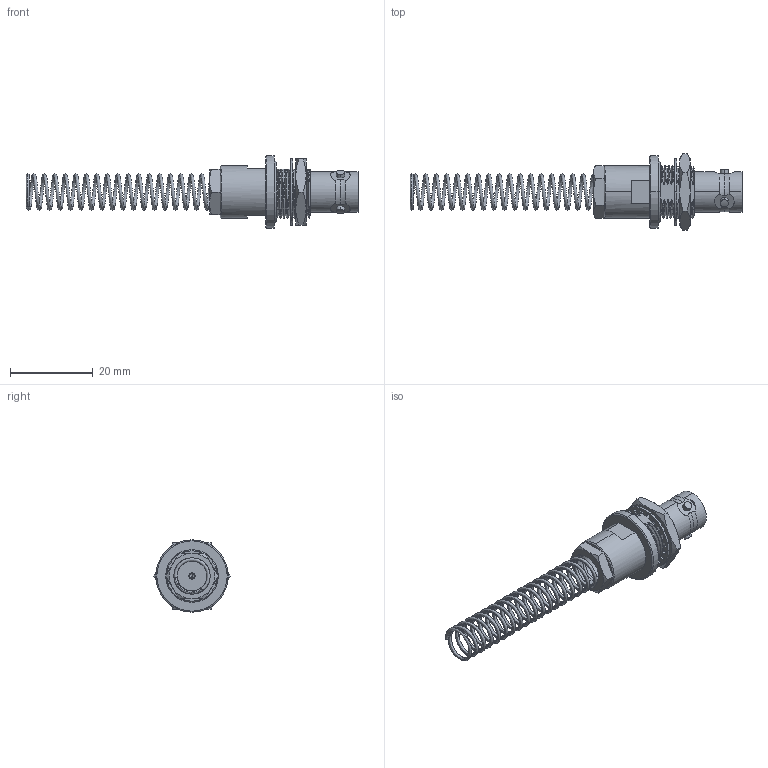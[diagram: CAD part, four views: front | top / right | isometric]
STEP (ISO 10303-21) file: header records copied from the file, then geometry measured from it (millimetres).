
FILE_DESCRIPTION (( 'STEP AP214' ), '1' );
FILE_NAME ('FMCN10-06579-210_3D.step', '2024-06-11T22:24:43', ( '' ), ( '' ), 'SwSTEP 2.0', 'SolidWorks 2022', '' );
FILE_SCHEMA (( 'AUTOMOTIVE_DESIGN' ));
Length unit declared in the file: inch
Products named in the file (7): Copy of 10-06579-XXX-MA3^FMCN10-06579-210; Copy of 10-06579-XXX-MA1^FMCN10-06579-210; FMCN10-06579-210_3D; Copy of 10-06579-XXX-MA5^FMCN10-06579-210; Copy of 10-06579-XXX-MA7^FMCN10-06579-210; Copy of 10-06579-XXX-MA4^FMCN10-06579-210; Copy of 10-06579-XXX-MA6^FMCN10-06579-210
Assembly tree (6 placements, depth 2):
  FMCN10-06579-210_3D
    Copy of 10-06579-XXX-MA1^FMCN10-06579-210
    Copy of 10-06579-XXX-MA5^FMCN10-06579-210
    Copy of 10-06579-XXX-MA7^FMCN10-06579-210
    Copy of 10-06579-XXX-MA3^FMCN10-06579-210
    Copy of 10-06579-XXX-MA4^FMCN10-06579-210
    Copy of 10-06579-XXX-MA6^FMCN10-06579-210
Bounding box: 80.37 x 18.48 x 17.5 mm (x, y, z)
Volume: 3183.9 mm3; surface area: 5636.4 mm2
Topology: 6 solids, 6 shells, 335 faces, 871 edges, 560 vertices
Faces by surface type: cylinder 123, plane 97, cone 57, bspline 42, torus 16
Entity records: 33067 total; most frequent: CARTESIAN_POINT 24756, ORIENTED_EDGE 1738, DIRECTION 1477, EDGE_CURVE 869, AXIS2_PLACEMENT_3D 577, VERTEX_POINT 560, EDGE_LOOP 359, ADVANCED_FACE 335
